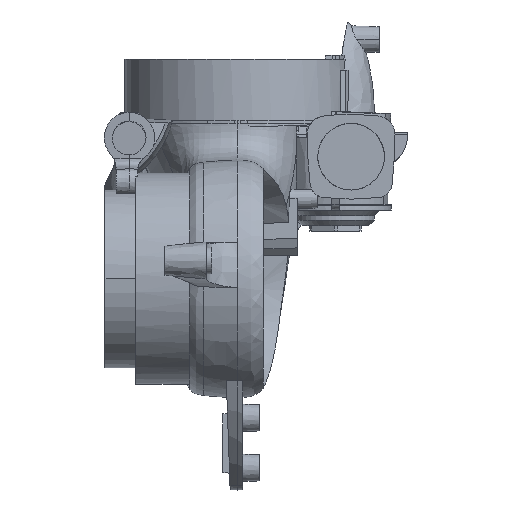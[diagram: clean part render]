
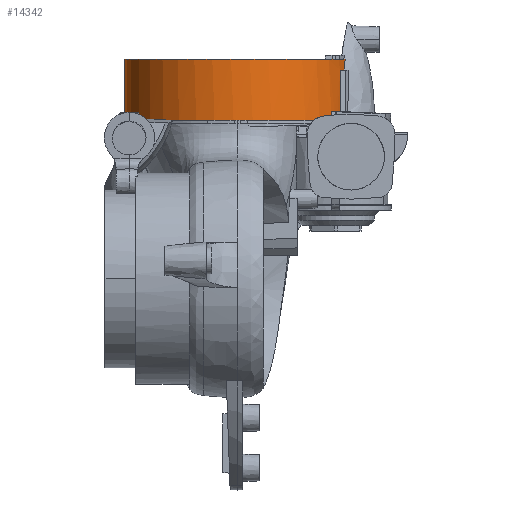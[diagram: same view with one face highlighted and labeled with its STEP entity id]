
A CAD part, front view. The second image highlights one B-rep face of the part: STEP entity #14342.
In plain terms, the highlighted cylindrical face has radius 101 mm (diameter 202 mm), a partial arc.
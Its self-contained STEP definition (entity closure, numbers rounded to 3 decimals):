
#511 = VERTEX_POINT ( 'NONE', #17720 ) ;
#566 = DIRECTION ( 'NONE',  ( -1., 0., 0. ) ) ;
#575 = CIRCLE ( 'NONE', #25563, 101. ) ;
#587 = ORIENTED_EDGE ( 'NONE', *, *, #12694, .F. ) ;
#1306 = DIRECTION ( 'NONE',  ( -1., 0., 0. ) ) ;
#1486 = CARTESIAN_POINT ( 'NONE',  ( 108.08, 140.384, 191.19 ) ) ;
#2033 = DIRECTION ( 'NONE',  ( 0., 0., -1. ) ) ;
#2317 = DIRECTION ( 'NONE',  ( 0., 0., 1. ) ) ;
#2575 = EDGE_CURVE ( 'NONE', #13150, #511, #9647, .T. ) ;
#2858 = CARTESIAN_POINT ( 'NONE',  ( 96.074, 114.734, 150.564 ) ) ;
#3339 = EDGE_CURVE ( 'NONE', #3981, #8854, #21727, .T. ) ;
#3798 = VERTEX_POINT ( 'NONE', #6059 ) ;
#3981 = VERTEX_POINT ( 'NONE', #26963 ) ;
#5068 = FACE_OUTER_BOUND ( 'NONE', #10428, .T. ) ;
#5150 = CIRCLE ( 'NONE', #20764, 101. ) ;
#5765 = CARTESIAN_POINT ( 'NONE',  ( 11.5, 169.945, 197.491 ) ) ;
#5951 = CARTESIAN_POINT ( 'NONE',  ( 108.592, 142.12, 197.491 ) ) ;
#6059 = CARTESIAN_POINT ( 'NONE',  ( -89.5, 169.945, 197.491 ) ) ;
#6155 = VECTOR ( 'NONE', #2033, 1000. ) ;
#7025 = CARTESIAN_POINT ( 'NONE',  ( 96.074, 114.734, 170.241 ) ) ;
#7456 = DIRECTION ( 'NONE',  ( 0., 0., -1. ) ) ;
#7841 = CARTESIAN_POINT ( 'NONE',  ( -89.5, 169.945, 142.991 ) ) ;
#8046 = CARTESIAN_POINT ( 'NONE',  ( 107.862, 139.694, 187.99 ) ) ;
#8082 = ORIENTED_EDGE ( 'NONE', *, *, #15222, .T. ) ;
#8183 = CARTESIAN_POINT ( 'NONE',  ( 108.322, 141.18, 194.36 ) ) ;
#8854 = VERTEX_POINT ( 'NONE', #11986 ) ;
#8973 = LINE ( 'NONE', #7025, #20685 ) ;
#9513 = ORIENTED_EDGE ( 'NONE', *, *, #3339, .F. ) ;
#9647 = LINE ( 'NONE', #22849, #6155 ) ;
#10428 = EDGE_LOOP ( 'NONE', ( #14181, #8082, #11054, #587, #24259, #13200, #21622, #9513 ) ) ;
#11054 = ORIENTED_EDGE ( 'NONE', *, *, #24711, .F. ) ;
#11373 = CYLINDRICAL_SURFACE ( 'NONE', #20217, 101. ) ;
#11986 = CARTESIAN_POINT ( 'NONE',  ( 107.862, 139.694, 187.99 ) ) ;
#12694 = EDGE_CURVE ( 'NONE', #26435, #20666, #8973, .T. ) ;
#13150 = VERTEX_POINT ( 'NONE', #14956 ) ;
#13200 = ORIENTED_EDGE ( 'NONE', *, *, #2575, .F. ) ;
#13895 = CIRCLE ( 'NONE', #15234, 101. ) ;
#14181 = ORIENTED_EDGE ( 'NONE', *, *, #15848, .F. ) ;
#14342 = ADVANCED_FACE ( 'NONE', ( #5068 ), #11373, .T. ) ;
#14357 = DIRECTION ( 'NONE',  ( 0., 0., -1. ) ) ;
#14956 = CARTESIAN_POINT ( 'NONE',  ( 104.184, 129.812, 187.991 ) ) ;
#15102 = CARTESIAN_POINT ( 'NONE',  ( -89.5, 169.945, 197.491 ) ) ;
#15222 = EDGE_CURVE ( 'NONE', #3798, #17115, #19859, .T. ) ;
#15234 = AXIS2_PLACEMENT_3D ( 'NONE', #27082, #14357, #22865 ) ;
#15684 = CARTESIAN_POINT ( 'NONE',  ( 11.5, 169.945, 197.491 ) ) ;
#15848 = EDGE_CURVE ( 'NONE', #3798, #3981, #575, .T. ) ;
#17115 = VERTEX_POINT ( 'NONE', #7841 ) ;
#17255 = DIRECTION ( 'NONE',  ( 0., 1., 0. ) ) ;
#17526 = VECTOR ( 'NONE', #21942, 1000. ) ;
#17720 = CARTESIAN_POINT ( 'NONE',  ( 104.184, 129.812, 150.564 ) ) ;
#18468 = DIRECTION ( 'NONE',  ( 0., 0., 1. ) ) ;
#18945 = AXIS2_PLACEMENT_3D ( 'NONE', #23950, #2317, #17255 ) ;
#19309 = DIRECTION ( 'NONE',  ( 0., 0., -1. ) ) ;
#19843 = EDGE_CURVE ( 'NONE', #26435, #511, #23376, .T. ) ;
#19859 = LINE ( 'NONE', #15102, #17526 ) ;
#20217 = AXIS2_PLACEMENT_3D ( 'NONE', #15684, #7456, #1306 ) ;
#20666 = VERTEX_POINT ( 'NONE', #26597 ) ;
#20685 = VECTOR ( 'NONE', #19309, 1000. ) ;
#20764 = AXIS2_PLACEMENT_3D ( 'NONE', #26285, #26422, #566 ) ;
#21622 = ORIENTED_EDGE ( 'NONE', *, *, #25215, .F. ) ;
#21727 = B_SPLINE_CURVE_WITH_KNOTS ( 'NONE', 3,
 ( #5951, #8183, #1486, #8046 ),
 .UNSPECIFIED., .F., .F.,
 ( 4, 4 ),
 ( 0., 0.01 ),
 .UNSPECIFIED. ) ;
#21942 = DIRECTION ( 'NONE',  ( 0., 0., -1. ) ) ;
#22791 = DIRECTION ( 'NONE',  ( -1., 0., 0. ) ) ;
#22849 = CARTESIAN_POINT ( 'NONE',  ( 104.184, 129.812, 170.241 ) ) ;
#22865 = DIRECTION ( 'NONE',  ( -1., 0., 0. ) ) ;
#23376 = CIRCLE ( 'NONE', #18945, 101. ) ;
#23950 = CARTESIAN_POINT ( 'NONE',  ( 11.5, 169.945, 150.564 ) ) ;
#24259 = ORIENTED_EDGE ( 'NONE', *, *, #19843, .T. ) ;
#24711 = EDGE_CURVE ( 'NONE', #20666, #17115, #5150, .T. ) ;
#25215 = EDGE_CURVE ( 'NONE', #8854, #13150, #13895, .T. ) ;
#25563 = AXIS2_PLACEMENT_3D ( 'NONE', #5765, #18468, #22791 ) ;
#26285 = CARTESIAN_POINT ( 'NONE',  ( 11.5, 169.945, 142.991 ) ) ;
#26422 = DIRECTION ( 'NONE',  ( 0., 0., -1. ) ) ;
#26435 = VERTEX_POINT ( 'NONE', #2858 ) ;
#26597 = CARTESIAN_POINT ( 'NONE',  ( 96.074, 114.734, 142.991 ) ) ;
#26963 = CARTESIAN_POINT ( 'NONE',  ( 108.592, 142.12, 197.491 ) ) ;
#27082 = CARTESIAN_POINT ( 'NONE',  ( 11.5, 169.945, 187.991 ) ) ;
